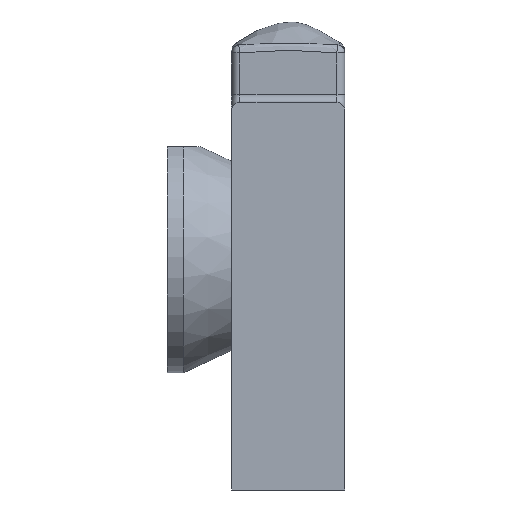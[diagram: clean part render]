
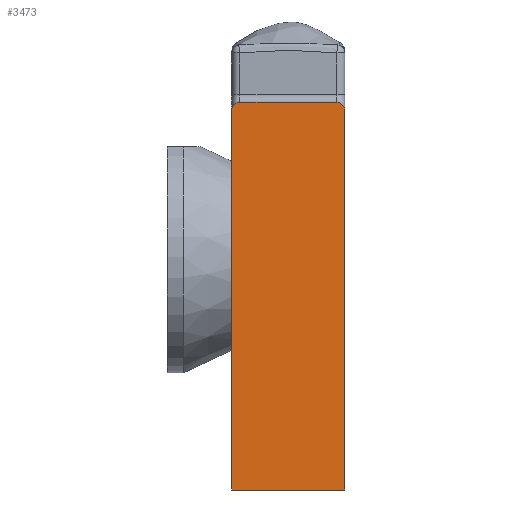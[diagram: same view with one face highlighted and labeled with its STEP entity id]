
A CAD part, left-side view. The second image highlights one B-rep face of the part: STEP entity #3473.
In plain terms, the highlighted planar face has unit normal (-1, 0, 0).
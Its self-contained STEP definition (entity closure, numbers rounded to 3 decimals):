
#22 = VERTEX_POINT ( 'NONE', #6281 ) ;
#91 = EDGE_CURVE ( 'NONE', #2541, #3878, #2245, .T. ) ;
#260 = DIRECTION ( 'NONE',  ( -1., 0., 0. ) ) ;
#308 = PLANE ( 'NONE',  #2757 ) ;
#325 = DIRECTION ( 'NONE',  ( 1., 0., 0. ) ) ;
#338 = ORIENTED_EDGE ( 'NONE', *, *, #2608, .F. ) ;
#343 = CARTESIAN_POINT ( 'NONE',  ( -1.1, 0.7, -1.375 ) ) ;
#863 = DIRECTION ( 'NONE',  ( 0., 0., 1. ) ) ;
#890 = VECTOR ( 'NONE', #2880, 1000. ) ;
#900 = ORIENTED_EDGE ( 'NONE', *, *, #4286, .T. ) ;
#1059 = LINE ( 'NONE', #4747, #6116 ) ;
#1119 = CARTESIAN_POINT ( 'NONE',  ( -1.1, 0.7, -1.375 ) ) ;
#1351 = EDGE_LOOP ( 'NONE', ( #1992, #3524, #900, #3503, #338, #2933 ) ) ;
#1676 = CIRCLE ( 'NONE', #6409, 0.05 ) ;
#1992 = ORIENTED_EDGE ( 'NONE', *, *, #91, .T. ) ;
#2173 = VECTOR ( 'NONE', #3174, 1000. ) ;
#2192 = CARTESIAN_POINT ( 'NONE',  ( -1.1, 0., 0.975 ) ) ;
#2245 = LINE ( 'NONE', #4855, #890 ) ;
#2328 = LINE ( 'NONE', #1119, #2173 ) ;
#2335 = CARTESIAN_POINT ( 'NONE',  ( -1.1, 0., -1.375 ) ) ;
#2479 = CARTESIAN_POINT ( 'NONE',  ( -1.1, 0.65, 0.975 ) ) ;
#2511 = FACE_OUTER_BOUND ( 'NONE', #1351, .T. ) ;
#2541 = VERTEX_POINT ( 'NONE', #2335 ) ;
#2608 = EDGE_CURVE ( 'NONE', #5840, #22, #4503, .T. ) ;
#2757 = AXIS2_PLACEMENT_3D ( 'NONE', #3374, #325, #3885 ) ;
#2880 = DIRECTION ( 'NONE',  ( 0., 0., 1. ) ) ;
#2933 = ORIENTED_EDGE ( 'NONE', *, *, #5451, .T. ) ;
#2988 = DIRECTION ( 'NONE',  ( 0., 0., -1. ) ) ;
#3174 = DIRECTION ( 'NONE',  ( 0., -1., 0. ) ) ;
#3302 = CARTESIAN_POINT ( 'NONE',  ( -1.1, 0.05, 0.975 ) ) ;
#3374 = CARTESIAN_POINT ( 'NONE',  ( -1.1, 0.7, -1.375 ) ) ;
#3473 = ADVANCED_FACE ( 'NONE', ( #2511 ), #308, .F. ) ;
#3503 = ORIENTED_EDGE ( 'NONE', *, *, #5563, .T. ) ;
#3524 = ORIENTED_EDGE ( 'NONE', *, *, #5099, .T. ) ;
#3817 = DIRECTION ( 'NONE',  ( 0., 0., -1. ) ) ;
#3878 = VERTEX_POINT ( 'NONE', #2192 ) ;
#3885 = DIRECTION ( 'NONE',  ( 0., 0., -1. ) ) ;
#4286 = EDGE_CURVE ( 'NONE', #4506, #5067, #1059, .T. ) ;
#4503 = LINE ( 'NONE', #343, #5656 ) ;
#4506 = VERTEX_POINT ( 'NONE', #5474 ) ;
#4576 = AXIS2_PLACEMENT_3D ( 'NONE', #2479, #5983, #2988 ) ;
#4747 = CARTESIAN_POINT ( 'NONE',  ( -1.1, 0., 1.025 ) ) ;
#4794 = DIRECTION ( 'NONE',  ( 0., 1., 0. ) ) ;
#4855 = CARTESIAN_POINT ( 'NONE',  ( -1.1, 0., -1.375 ) ) ;
#5067 = VERTEX_POINT ( 'NONE', #6252 ) ;
#5099 = EDGE_CURVE ( 'NONE', #3878, #4506, #1676, .T. ) ;
#5234 = CIRCLE ( 'NONE', #4576, 0.05 ) ;
#5451 = EDGE_CURVE ( 'NONE', #5840, #2541, #2328, .T. ) ;
#5474 = CARTESIAN_POINT ( 'NONE',  ( -1.1, 0.05, 1.025 ) ) ;
#5563 = EDGE_CURVE ( 'NONE', #5067, #22, #5234, .T. ) ;
#5656 = VECTOR ( 'NONE', #863, 1000. ) ;
#5697 = CARTESIAN_POINT ( 'NONE',  ( -1.1, 0.7, -1.375 ) ) ;
#5840 = VERTEX_POINT ( 'NONE', #5697 ) ;
#5983 = DIRECTION ( 'NONE',  ( -1., 0., 0. ) ) ;
#6116 = VECTOR ( 'NONE', #4794, 1000. ) ;
#6252 = CARTESIAN_POINT ( 'NONE',  ( -1.1, 0.65, 1.025 ) ) ;
#6281 = CARTESIAN_POINT ( 'NONE',  ( -1.1, 0.7, 0.975 ) ) ;
#6409 = AXIS2_PLACEMENT_3D ( 'NONE', #3302, #260, #3817 ) ;
